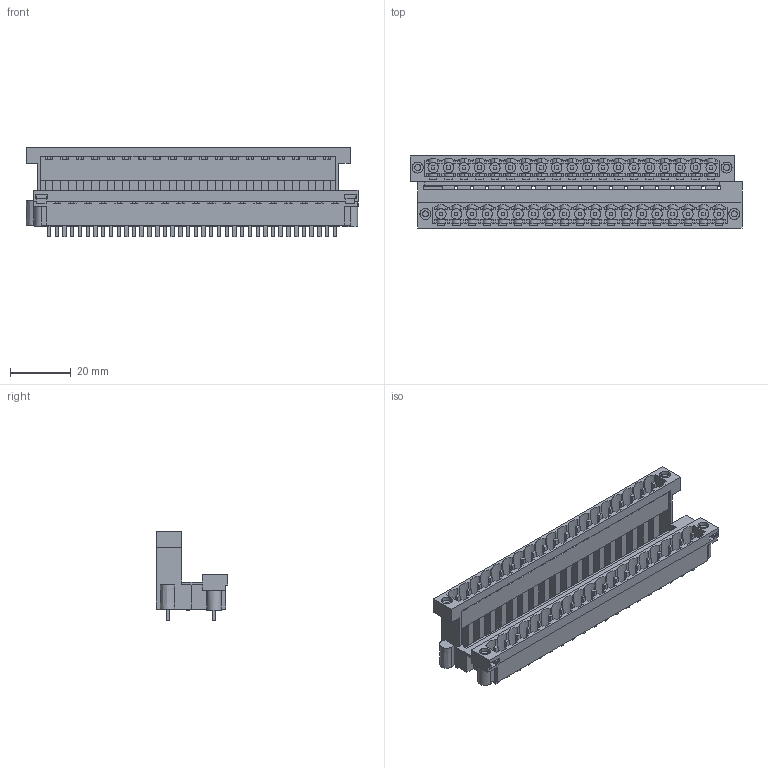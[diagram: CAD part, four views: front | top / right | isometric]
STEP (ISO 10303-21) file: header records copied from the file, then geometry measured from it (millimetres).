
FILE_DESCRIPTION(('CATIA V5 STEP Exchange','CAx-IF Rec.Pracs.--- Model Styling and Organization---1.2---2011-12-15'),'2;1');
FILE_NAME ('D1458670_0_1889280000_1889280000.stp','2018-04-19T13:03:09+00:00',('none'),('Weidmueller'),'CATIA Version 5-6 Release 2014','CATIA V5 STEP AP214','none');
FILE_SCHEMA(('AUTOMOTIVE_DESIGN { 1 0 10303 214 1 1 1 1 }'));
Products named in the file (1): 1889280000
Bounding box: 109.22 x 23.67 x 29.36 mm (x, y, z)
Volume: 16425.5 mm3; surface area: 29719.3 mm2
Topology: 44 solids, 63 shells, 1742 faces, 5571 edges, 3886 vertices
Faces by surface type: plane 1412, cylinder 326, extrusion 4
Entity records: 58190 total; most frequent: CARTESIAN_POINT 12605, ORIENTED_EDGE 11142, DIRECTION 6848, EDGE_CURVE 5571, VECTOR 4419, LINE 4415, VERTEX_POINT 3886, EDGE_LOOP 1883
